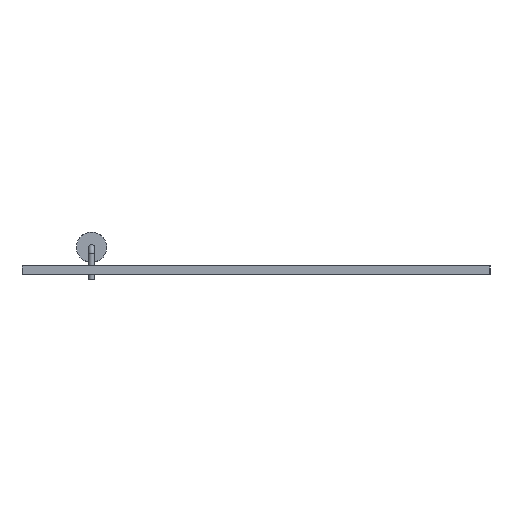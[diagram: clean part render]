
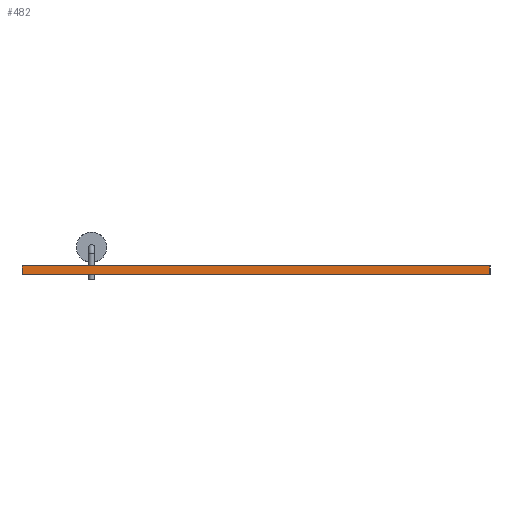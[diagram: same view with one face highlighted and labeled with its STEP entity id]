
A CAD part, left-side view. The second image highlights one B-rep face of the part: STEP entity #482.
In plain terms, the highlighted planar face has unit normal (-1, 0, 0).
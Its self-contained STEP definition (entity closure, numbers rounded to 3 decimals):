
#426 = VERTEX_POINT('',#427);
#427 = CARTESIAN_POINT('',(45.97,-129.945,1.51));
#433 = EDGE_CURVE('',#434,#426,#436,.T.);
#434 = VERTEX_POINT('',#435);
#435 = CARTESIAN_POINT('',(45.97,-129.945,0.));
#436 = LINE('',#437,#438);
#437 = CARTESIAN_POINT('',(45.97,-129.945,0.));
#438 = VECTOR('',#439,1.);
#439 = DIRECTION('',(0.,0.,1.));
#482 = ADVANCED_FACE('',(#483),#508,.T.);
#483 = FACE_BOUND('',#484,.T.);
#484 = EDGE_LOOP('',(#485,#486,#494,#502));
#485 = ORIENTED_EDGE('',*,*,#433,.T.);
#486 = ORIENTED_EDGE('',*,*,#487,.T.);
#487 = EDGE_CURVE('',#426,#488,#490,.T.);
#488 = VERTEX_POINT('',#489);
#489 = CARTESIAN_POINT('',(45.97,-49.16,1.51));
#490 = LINE('',#491,#492);
#491 = CARTESIAN_POINT('',(45.97,-129.945,1.51));
#492 = VECTOR('',#493,1.);
#493 = DIRECTION('',(0.,1.,0.));
#494 = ORIENTED_EDGE('',*,*,#495,.F.);
#495 = EDGE_CURVE('',#496,#488,#498,.T.);
#496 = VERTEX_POINT('',#497);
#497 = CARTESIAN_POINT('',(45.97,-49.16,0.));
#498 = LINE('',#499,#500);
#499 = CARTESIAN_POINT('',(45.97,-49.16,0.));
#500 = VECTOR('',#501,1.);
#501 = DIRECTION('',(0.,0.,1.));
#502 = ORIENTED_EDGE('',*,*,#503,.F.);
#503 = EDGE_CURVE('',#434,#496,#504,.T.);
#504 = LINE('',#505,#506);
#505 = CARTESIAN_POINT('',(45.97,-129.945,0.));
#506 = VECTOR('',#507,1.);
#507 = DIRECTION('',(0.,1.,0.));
#508 = PLANE('',#509);
#509 = AXIS2_PLACEMENT_3D('',#510,#511,#512);
#510 = CARTESIAN_POINT('',(45.97,-129.945,0.));
#511 = DIRECTION('',(-1.,0.,0.));
#512 = DIRECTION('',(0.,1.,0.));
